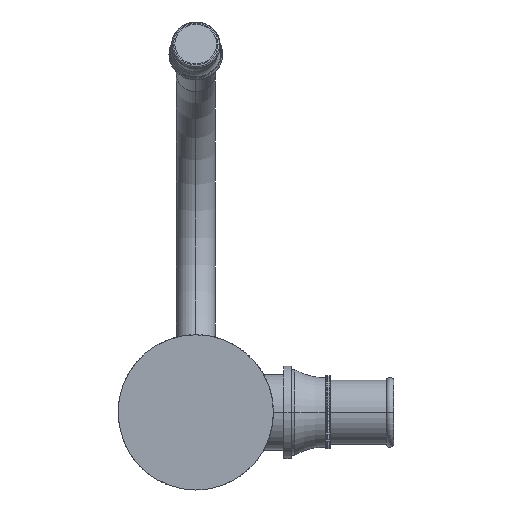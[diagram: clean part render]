
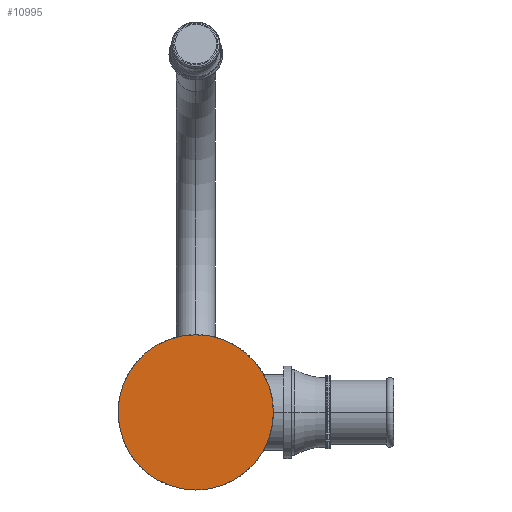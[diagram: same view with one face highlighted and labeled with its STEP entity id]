
A CAD part, front view. The second image highlights one B-rep face of the part: STEP entity #10995.
In plain terms, the highlighted planar face has unit normal (0, -1, 0).
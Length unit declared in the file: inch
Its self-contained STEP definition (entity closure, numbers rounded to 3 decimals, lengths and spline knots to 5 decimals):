
#7=CARTESIAN_POINT('',(0.,0.,0.));
#8=DIRECTION('',(0.,-1.,0.));
#9=DIRECTION('',(-1.,0.,0.));
#10=AXIS2_PLACEMENT_3D('',#7,#8,#9);
#39=CARTESIAN_POINT('',(0.,0.,0.));
#40=DIRECTION('',(0.,1.,0.));
#41=DIRECTION('',(-1.,0.,0.));
#42=AXIS2_PLACEMENT_3D('',#39,#40,#41);
#8434=CARTESIAN_POINT('',(-1.,0.,0.));
#8435=CARTESIAN_POINT('',(1.,0.,0.));
#8436=VERTEX_POINT('',#8434);
#8437=VERTEX_POINT('',#8435);
#10984=CARTESIAN_POINT('',(0.,0.,0.));
#10985=DIRECTION('',(0.,-1.,0.));
#10986=DIRECTION('',(1.,0.,0.));
#10987=AXIS2_PLACEMENT_3D('',#10984,#10985,#10986);
#10988=PLANE('',#10987);
#10990=ORIENTED_EDGE('',*,*,#10989,.F.);
#10992=ORIENTED_EDGE('',*,*,#10991,.T.);
#10993=EDGE_LOOP('',(#10990,#10992));
#10994=FACE_OUTER_BOUND('',#10993,.F.);
#10995=ADVANCED_FACE('',(#10994),#10988,.T.);
#11=CIRCLE('',#10,1.);
#43=CIRCLE('',#42,1.);
#10989=EDGE_CURVE('',#8436,#8437,#11,.T.);
#10991=EDGE_CURVE('',#8436,#8437,#43,.T.);
